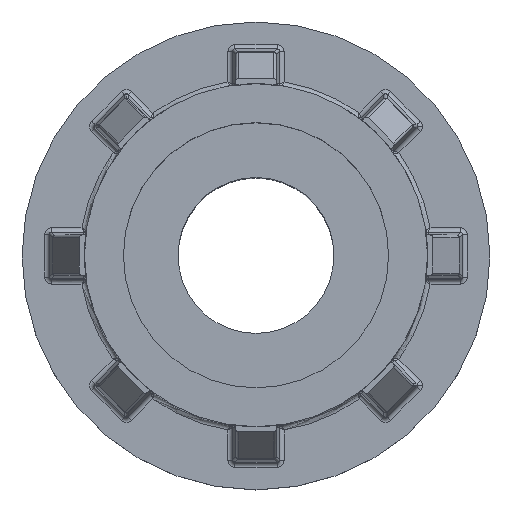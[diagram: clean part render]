
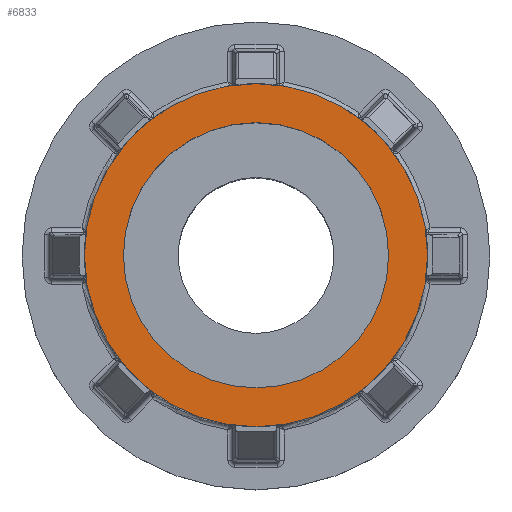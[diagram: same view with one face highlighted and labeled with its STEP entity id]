
A CAD part, top view. The second image highlights one B-rep face of the part: STEP entity #6833.
In plain terms, the highlighted planar face has unit normal (0, 0, 1).
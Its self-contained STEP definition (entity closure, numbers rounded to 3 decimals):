
#58 = DIRECTION ( 'NONE',  ( 0., 0., 1. ) ) ;
#556 = EDGE_LOOP ( 'NONE', ( #1717, #5452 ) ) ;
#849 = VERTEX_POINT ( 'NONE', #2092 ) ;
#990 = VERTEX_POINT ( 'NONE', #3959 ) ;
#1537 = VERTEX_POINT ( 'NONE', #3220 ) ;
#1711 = CARTESIAN_POINT ( 'NONE',  ( 0., 0., 33. ) ) ;
#1717 = ORIENTED_EDGE ( 'NONE', *, *, #7671, .F. ) ;
#1729 = VERTEX_POINT ( 'NONE', #7545 ) ;
#2092 = CARTESIAN_POINT ( 'NONE',  ( -8.5, 0., 33. ) ) ;
#2262 = FACE_OUTER_BOUND ( 'NONE', #4421, .T. ) ;
#2509 = DIRECTION ( 'NONE',  ( 0., 0., 1. ) ) ;
#2519 = CIRCLE ( 'NONE', #8579, 8.5 ) ;
#2541 = FACE_BOUND ( 'NONE', #556, .T. ) ;
#2576 = DIRECTION ( 'NONE',  ( 1., 0., 0. ) ) ;
#2596 = CARTESIAN_POINT ( 'NONE',  ( 0., 0., 33. ) ) ;
#3220 = CARTESIAN_POINT ( 'NONE',  ( 8.5, 0., 33. ) ) ;
#3814 = EDGE_CURVE ( 'NONE', #849, #1537, #6637, .T. ) ;
#3959 = CARTESIAN_POINT ( 'NONE',  ( 11., 0., 33. ) ) ;
#4213 = ORIENTED_EDGE ( 'NONE', *, *, #7706, .T. ) ;
#4248 = AXIS2_PLACEMENT_3D ( 'NONE', #9724, #4834, #10538 ) ;
#4329 = DIRECTION ( 'NONE',  ( 1., 0., 0. ) ) ;
#4421 = EDGE_LOOP ( 'NONE', ( #4213, #4772 ) ) ;
#4772 = ORIENTED_EDGE ( 'NONE', *, *, #7006, .T. ) ;
#4834 = DIRECTION ( 'NONE',  ( 0., 0., 1. ) ) ;
#5000 = AXIS2_PLACEMENT_3D ( 'NONE', #1711, #7547, #2576 ) ;
#5172 = CARTESIAN_POINT ( 'NONE',  ( 0., 0., 33. ) ) ;
#5438 = AXIS2_PLACEMENT_3D ( 'NONE', #5172, #58, #5982 ) ;
#5452 = ORIENTED_EDGE ( 'NONE', *, *, #3814, .F. ) ;
#5982 = DIRECTION ( 'NONE',  ( 1., 0., 0. ) ) ;
#6637 = CIRCLE ( 'NONE', #4248, 8.5 ) ;
#6732 = DIRECTION ( 'NONE',  ( 0., 0., 1. ) ) ;
#6833 = ADVANCED_FACE ( 'NONE', ( #2541, #2262 ), #9230, .T. ) ;
#7006 = EDGE_CURVE ( 'NONE', #990, #1729, #7608, .T. ) ;
#7470 = AXIS2_PLACEMENT_3D ( 'NONE', #2596, #6732, #4329 ) ;
#7479 = CARTESIAN_POINT ( 'NONE',  ( 0., 0., 33. ) ) ;
#7545 = CARTESIAN_POINT ( 'NONE',  ( -11., 0., 33. ) ) ;
#7547 = DIRECTION ( 'NONE',  ( 0., 0., 1. ) ) ;
#7608 = CIRCLE ( 'NONE', #5438, 11. ) ;
#7671 = EDGE_CURVE ( 'NONE', #1537, #849, #2519, .T. ) ;
#7706 = EDGE_CURVE ( 'NONE', #1729, #990, #10803, .T. ) ;
#8323 = DIRECTION ( 'NONE',  ( 1., 0., 0. ) ) ;
#8579 = AXIS2_PLACEMENT_3D ( 'NONE', #7479, #2509, #8323 ) ;
#9230 = PLANE ( 'NONE',  #7470 ) ;
#9724 = CARTESIAN_POINT ( 'NONE',  ( 0., 0., 33. ) ) ;
#10538 = DIRECTION ( 'NONE',  ( 1., 0., 0. ) ) ;
#10803 = CIRCLE ( 'NONE', #5000, 11. ) ;
